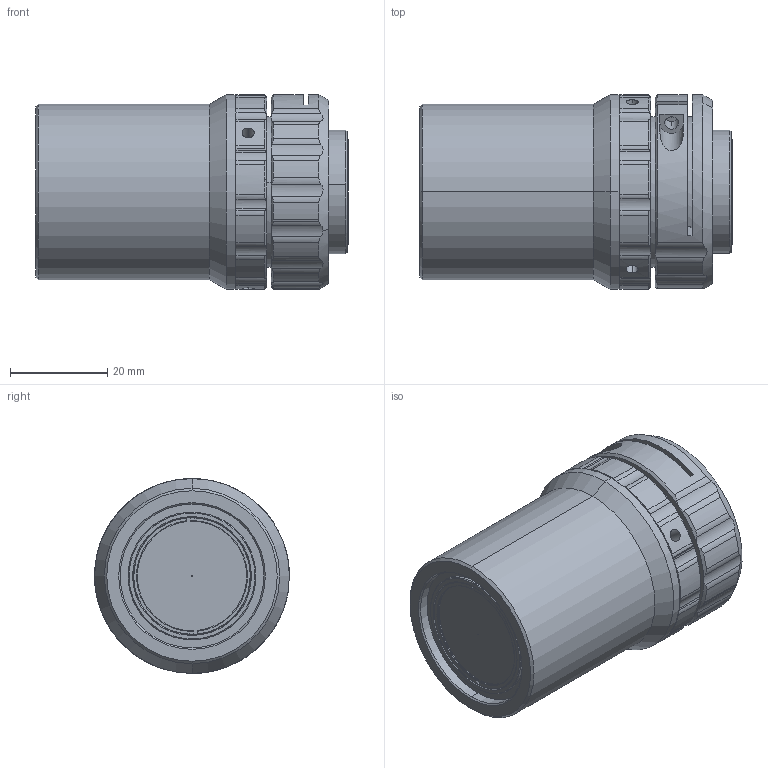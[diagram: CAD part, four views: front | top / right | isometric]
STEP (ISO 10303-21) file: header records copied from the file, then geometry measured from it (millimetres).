
FILE_DESCRIPTION (( 'STEP AP203' ), '1' );
FILE_NAME ('WWT121-025-87.STEP', '2022-05-13T07:16:33', ( '' ), ( '' ), 'SwSTEP 2.0', 'SolidWorks 2017', '' );
FILE_SCHEMA (( 'CONFIG_CONTROL_DESIGN' ));
Length unit declared in the file: millimetre
Products named in the file (1): WWT121-025-87
Bounding box: 64.07 x 40 x 40 mm (x, y, z)
Volume: 64964.3 mm3; surface area: 14385.9 mm2
Topology: 1 solids, 4 shells, 274 faces, 702 edges, 444 vertices
Faces by surface type: cylinder 132, cone 78, plane 60, torus 4
Entity records: 9117 total; most frequent: CARTESIAN_POINT 2353, DIRECTION 1448, ORIENTED_EDGE 1400, EDGE_CURVE 700, AXIS2_PLACEMENT_3D 615, VERTEX_POINT 444, CIRCLE 340, EDGE_LOOP 302
